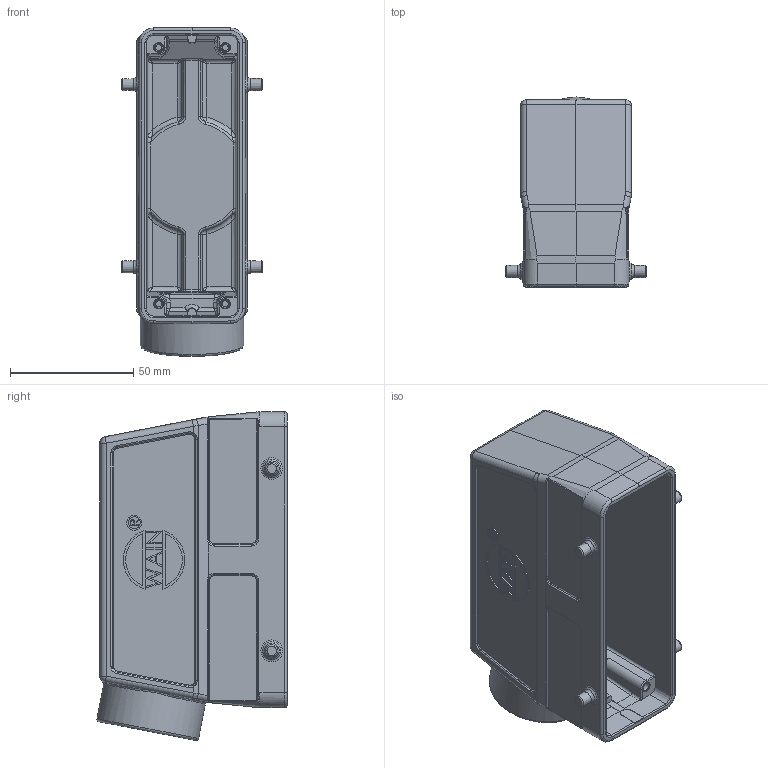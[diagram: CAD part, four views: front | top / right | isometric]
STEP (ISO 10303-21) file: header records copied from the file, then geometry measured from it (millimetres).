
FILE_DESCRIPTION(/* description */ (''),/* implementation_level */ '2;1');
FILE_NAME(/* name */ '3D_1240245305004_HV24B-SEH-4B-M32_V1.1.stp',/* time_stamp */ '2023-11-30T13:00:03+08:00',/* author */ (''),/* organization */ (''),/* preprocessor_version */ 'ST-DEVELOPER v18.1',/* originating_system */ 'SIEMENS PLM Software NX 1980',/* authorisation */ '');
FILE_SCHEMA (('AP203_CONFIGURATION_CONTROLLED_3D_DESIGN_OF_MECHANICAL_PARTS_AND_ASSEMBLIES_MIM_LF { 1 0 10303 403 2 1 2}'));
Length unit declared in the file: millimetre
Products named in the file (1): 3D_1240245305004_HV24B-SEH-4B-M32_V1.0_step
Bounding box: 57 x 77.14 x 133.44 mm (x, y, z)
Volume: 102941.8 mm3; surface area: 56630.4 mm2
Topology: 1 solids, 1 shells, 674 faces, 1627 edges, 977 vertices
Faces by surface type: plane 248, cylinder 179, bspline 124, torus 70, cone 35, sphere 12, extrusion 6
Full cylindrical faces by diameter (mm): 2.5 x4, 3.5 x4, 4.8 x2, 6 x2, 28 x1, 30.5 x1, 42 x1
Entity records: 21997 total; most frequent: CARTESIAN_POINT 7158, ORIENTED_EDGE 3092, DIRECTION 2994, EDGE_CURVE 1546, AXIS2_PLACEMENT_3D 1119, VERTEX_POINT 957, EDGE_LOOP 759, VECTOR 756
